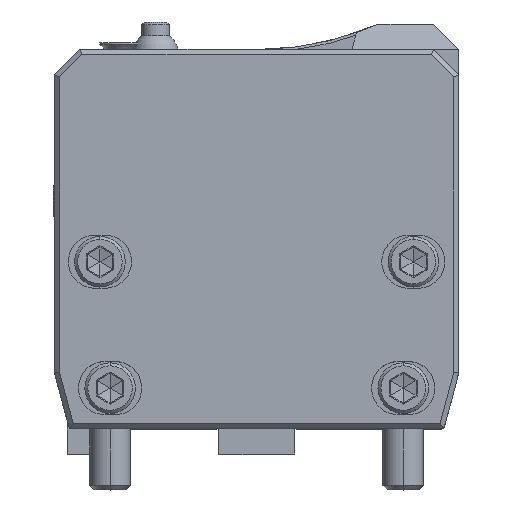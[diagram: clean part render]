
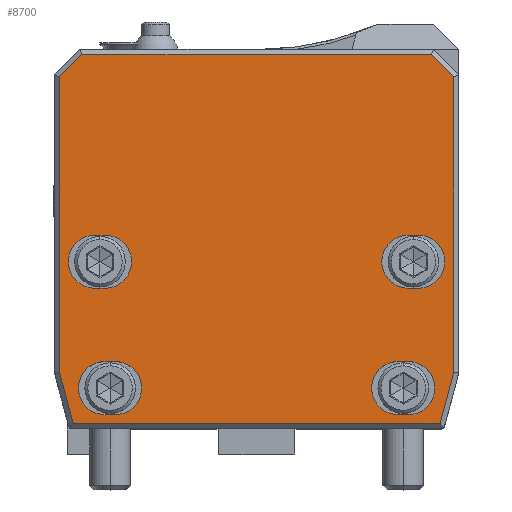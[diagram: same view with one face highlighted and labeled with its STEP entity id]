
A CAD part, top view. The second image highlights one B-rep face of the part: STEP entity #8700.
In plain terms, the highlighted planar face has unit normal (0, 0, 1).
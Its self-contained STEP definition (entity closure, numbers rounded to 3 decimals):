
#1924=DIRECTION('',(1.,0.,0.));
#1925=VECTOR('',#1924,72.57);
#1926=CARTESIAN_POINT('',(-36.285,1.,15.));
#1927=LINE('',#1926,#1925);
#1928=DIRECTION('',(0.259,-0.966,0.));
#1929=VECTOR('',#1928,10.489);
#1930=CARTESIAN_POINT('',(-39.,11.132,15.));
#1931=LINE('',#1930,#1929);
#1932=DIRECTION('',(0.,-1.,0.));
#1933=VECTOR('',#1932,58.454);
#1934=CARTESIAN_POINT('',(-39.,69.586,15.));
#1935=LINE('',#1934,#1933);
#1936=DIRECTION('',(-0.707,-0.707,0.));
#1937=VECTOR('',#1936,6.243);
#1938=CARTESIAN_POINT('',(-34.586,74.,15.));
#1939=LINE('',#1938,#1937);
#1940=DIRECTION('',(-1.,0.,0.));
#1941=VECTOR('',#1940,69.172);
#1942=CARTESIAN_POINT('',(34.586,74.,15.));
#1943=LINE('',#1942,#1941);
#1944=DIRECTION('',(-0.707,0.707,0.));
#1945=VECTOR('',#1944,6.243);
#1946=CARTESIAN_POINT('',(39.,69.586,15.));
#1947=LINE('',#1946,#1945);
#1948=DIRECTION('',(0.,1.,0.));
#1949=VECTOR('',#1948,58.454);
#1950=CARTESIAN_POINT('',(39.,11.132,15.));
#1951=LINE('',#1950,#1949);
#1952=DIRECTION('',(0.259,0.966,0.));
#1953=VECTOR('',#1952,10.489);
#1954=CARTESIAN_POINT('',(36.285,1.,15.));
#1955=LINE('',#1954,#1953);
#1956=CARTESIAN_POINT('',(-32.,33.,15.));
#1957=DIRECTION('',(0.,0.,1.));
#1958=DIRECTION('',(0.,1.,0.));
#1959=AXIS2_PLACEMENT_3D('',#1956,#1957,#1958);
#1961=DIRECTION('',(1.,0.,0.));
#1962=VECTOR('',#1961,2.);
#1963=CARTESIAN_POINT('',(-32.,27.75,15.));
#1964=LINE('',#1963,#1962);
#1965=CARTESIAN_POINT('',(-30.,33.,15.));
#1966=DIRECTION('',(0.,0.,1.));
#1967=DIRECTION('',(0.,-1.,0.));
#1968=AXIS2_PLACEMENT_3D('',#1965,#1966,#1967);
#1970=DIRECTION('',(-1.,0.,0.));
#1971=VECTOR('',#1970,2.);
#1972=CARTESIAN_POINT('',(-30.,38.25,15.));
#1973=LINE('',#1972,#1971);
#1974=CARTESIAN_POINT('',(-30.,8.,15.));
#1975=DIRECTION('',(0.,0.,1.));
#1976=DIRECTION('',(0.,1.,0.));
#1977=AXIS2_PLACEMENT_3D('',#1974,#1975,#1976);
#1979=DIRECTION('',(1.,0.,0.));
#1980=VECTOR('',#1979,2.);
#1981=CARTESIAN_POINT('',(-30.,2.75,15.));
#1982=LINE('',#1981,#1980);
#1983=CARTESIAN_POINT('',(-28.,8.,15.));
#1984=DIRECTION('',(0.,0.,1.));
#1985=DIRECTION('',(0.,-1.,0.));
#1986=AXIS2_PLACEMENT_3D('',#1983,#1984,#1985);
#1988=DIRECTION('',(-1.,0.,0.));
#1989=VECTOR('',#1988,2.);
#1990=CARTESIAN_POINT('',(-28.,13.25,15.));
#1991=LINE('',#1990,#1989);
#1992=DIRECTION('',(-1.,0.,0.));
#1993=VECTOR('',#1992,2.);
#1994=CARTESIAN_POINT('',(32.,38.25,15.));
#1995=LINE('',#1994,#1993);
#1996=CARTESIAN_POINT('',(30.,33.,15.));
#1997=DIRECTION('',(0.,0.,1.));
#1998=DIRECTION('',(0.,1.,0.));
#1999=AXIS2_PLACEMENT_3D('',#1996,#1997,#1998);
#2001=DIRECTION('',(1.,0.,0.));
#2002=VECTOR('',#2001,2.);
#2003=CARTESIAN_POINT('',(30.,27.75,15.));
#2004=LINE('',#2003,#2002);
#2005=CARTESIAN_POINT('',(32.,33.,15.));
#2006=DIRECTION('',(0.,0.,1.));
#2007=DIRECTION('',(0.,-1.,0.));
#2008=AXIS2_PLACEMENT_3D('',#2005,#2006,#2007);
#2010=DIRECTION('',(-1.,0.,0.));
#2011=VECTOR('',#2010,2.);
#2012=CARTESIAN_POINT('',(30.,13.25,15.));
#2013=LINE('',#2012,#2011);
#2014=CARTESIAN_POINT('',(28.,8.,15.));
#2015=DIRECTION('',(0.,0.,1.));
#2016=DIRECTION('',(0.,1.,0.));
#2017=AXIS2_PLACEMENT_3D('',#2014,#2015,#2016);
#2019=DIRECTION('',(1.,0.,0.));
#2020=VECTOR('',#2019,2.);
#2021=CARTESIAN_POINT('',(28.,2.75,15.));
#2022=LINE('',#2021,#2020);
#2023=CARTESIAN_POINT('',(30.,8.,15.));
#2024=DIRECTION('',(0.,0.,1.));
#2025=DIRECTION('',(0.,-1.,0.));
#2026=AXIS2_PLACEMENT_3D('',#2023,#2024,#2025);
#5309=CARTESIAN_POINT('',(-32.,38.25,15.));
#5310=CARTESIAN_POINT('',(-32.,27.75,15.));
#5311=VERTEX_POINT('',#5309);
#5312=VERTEX_POINT('',#5310);
#5313=CARTESIAN_POINT('',(-30.,27.75,15.));
#5314=VERTEX_POINT('',#5313);
#5315=CARTESIAN_POINT('',(-30.,38.25,15.));
#5316=VERTEX_POINT('',#5315);
#5317=CARTESIAN_POINT('',(-30.,13.25,15.));
#5318=CARTESIAN_POINT('',(-30.,2.75,15.));
#5319=VERTEX_POINT('',#5317);
#5320=VERTEX_POINT('',#5318);
#5321=CARTESIAN_POINT('',(-28.,2.75,15.));
#5322=VERTEX_POINT('',#5321);
#5323=CARTESIAN_POINT('',(-28.,13.25,15.));
#5324=VERTEX_POINT('',#5323);
#5325=CARTESIAN_POINT('',(32.,38.25,15.));
#5326=CARTESIAN_POINT('',(30.,38.25,15.));
#5327=VERTEX_POINT('',#5325);
#5328=VERTEX_POINT('',#5326);
#5329=CARTESIAN_POINT('',(30.,27.75,15.));
#5330=VERTEX_POINT('',#5329);
#5331=CARTESIAN_POINT('',(32.,27.75,15.));
#5332=VERTEX_POINT('',#5331);
#5333=CARTESIAN_POINT('',(30.,13.25,15.));
#5334=CARTESIAN_POINT('',(28.,13.25,15.));
#5335=VERTEX_POINT('',#5333);
#5336=VERTEX_POINT('',#5334);
#5337=CARTESIAN_POINT('',(28.,2.75,15.));
#5338=VERTEX_POINT('',#5337);
#5339=CARTESIAN_POINT('',(30.,2.75,15.));
#5340=VERTEX_POINT('',#5339);
#5345=CARTESIAN_POINT('',(-36.285,1.,15.));
#5346=CARTESIAN_POINT('',(36.285,1.,15.));
#5347=VERTEX_POINT('',#5345);
#5348=VERTEX_POINT('',#5346);
#5351=CARTESIAN_POINT('',(39.,11.132,15.));
#5352=VERTEX_POINT('',#5351);
#5355=CARTESIAN_POINT('',(39.,69.586,15.));
#5356=VERTEX_POINT('',#5355);
#5361=CARTESIAN_POINT('',(34.586,74.,15.));
#5362=CARTESIAN_POINT('',(-34.586,74.,15.));
#5363=VERTEX_POINT('',#5361);
#5364=VERTEX_POINT('',#5362);
#5365=CARTESIAN_POINT('',(-39.,69.586,15.));
#5366=CARTESIAN_POINT('',(-39.,11.132,15.));
#5367=VERTEX_POINT('',#5365);
#5368=VERTEX_POINT('',#5366);
#8639=CARTESIAN_POINT('',(0.,0.,15.));
#8640=DIRECTION('',(0.,0.,1.));
#8641=DIRECTION('',(1.,0.,0.));
#8642=AXIS2_PLACEMENT_3D('',#8639,#8640,#8641);
#8643=PLANE('',#8642);
#8645=ORIENTED_EDGE('',*,*,#8644,.F.);
#8647=ORIENTED_EDGE('',*,*,#8646,.F.);
#8649=ORIENTED_EDGE('',*,*,#8648,.F.);
#8651=ORIENTED_EDGE('',*,*,#8650,.F.);
#8652=ORIENTED_EDGE('',*,*,#8632,.F.);
#8653=ORIENTED_EDGE('',*,*,#8620,.F.);
#8655=ORIENTED_EDGE('',*,*,#8654,.F.);
#8657=ORIENTED_EDGE('',*,*,#8656,.F.);
#8658=EDGE_LOOP('',(#8645,#8647,#8649,#8651,#8652,#8653,#8655,#8657));
#8659=FACE_OUTER_BOUND('',#8658,.F.);
#8661=ORIENTED_EDGE('',*,*,#8660,.T.);
#8663=ORIENTED_EDGE('',*,*,#8662,.T.);
#8665=ORIENTED_EDGE('',*,*,#8664,.T.);
#8667=ORIENTED_EDGE('',*,*,#8666,.T.);
#8668=EDGE_LOOP('',(#8661,#8663,#8665,#8667));
#8669=FACE_BOUND('',#8668,.F.);
#8671=ORIENTED_EDGE('',*,*,#8670,.T.);
#8673=ORIENTED_EDGE('',*,*,#8672,.T.);
#8675=ORIENTED_EDGE('',*,*,#8674,.T.);
#8677=ORIENTED_EDGE('',*,*,#8676,.T.);
#8678=EDGE_LOOP('',(#8671,#8673,#8675,#8677));
#8679=FACE_BOUND('',#8678,.F.);
#8681=ORIENTED_EDGE('',*,*,#8680,.T.);
#8683=ORIENTED_EDGE('',*,*,#8682,.T.);
#8685=ORIENTED_EDGE('',*,*,#8684,.T.);
#8687=ORIENTED_EDGE('',*,*,#8686,.T.);
#8688=EDGE_LOOP('',(#8681,#8683,#8685,#8687));
#8689=FACE_BOUND('',#8688,.F.);
#8691=ORIENTED_EDGE('',*,*,#8690,.T.);
#8693=ORIENTED_EDGE('',*,*,#8692,.T.);
#8695=ORIENTED_EDGE('',*,*,#8694,.T.);
#8697=ORIENTED_EDGE('',*,*,#8696,.T.);
#8698=EDGE_LOOP('',(#8691,#8693,#8695,#8697));
#8699=FACE_BOUND('',#8698,.F.);
#1960=CIRCLE('',#1959,5.25);
#1969=CIRCLE('',#1968,5.25);
#1978=CIRCLE('',#1977,5.25);
#1987=CIRCLE('',#1986,5.25);
#2000=CIRCLE('',#1999,5.25);
#2009=CIRCLE('',#2008,5.25);
#2018=CIRCLE('',#2017,5.25);
#2027=CIRCLE('',#2026,5.25);
#8620=EDGE_CURVE('',#5356,#5363,#1947,.T.);
#8632=EDGE_CURVE('',#5363,#5364,#1943,.T.);
#8644=EDGE_CURVE('',#5347,#5348,#1927,.T.);
#8646=EDGE_CURVE('',#5368,#5347,#1931,.T.);
#8648=EDGE_CURVE('',#5367,#5368,#1935,.T.);
#8650=EDGE_CURVE('',#5364,#5367,#1939,.T.);
#8654=EDGE_CURVE('',#5352,#5356,#1951,.T.);
#8656=EDGE_CURVE('',#5348,#5352,#1955,.T.);
#8660=EDGE_CURVE('',#5311,#5312,#1960,.T.);
#8662=EDGE_CURVE('',#5312,#5314,#1964,.T.);
#8664=EDGE_CURVE('',#5314,#5316,#1969,.T.);
#8666=EDGE_CURVE('',#5316,#5311,#1973,.T.);
#8670=EDGE_CURVE('',#5319,#5320,#1978,.T.);
#8672=EDGE_CURVE('',#5320,#5322,#1982,.T.);
#8674=EDGE_CURVE('',#5322,#5324,#1987,.T.);
#8676=EDGE_CURVE('',#5324,#5319,#1991,.T.);
#8680=EDGE_CURVE('',#5327,#5328,#1995,.T.);
#8682=EDGE_CURVE('',#5328,#5330,#2000,.T.);
#8684=EDGE_CURVE('',#5330,#5332,#2004,.T.);
#8686=EDGE_CURVE('',#5332,#5327,#2009,.T.);
#8690=EDGE_CURVE('',#5335,#5336,#2013,.T.);
#8692=EDGE_CURVE('',#5336,#5338,#2018,.T.);
#8694=EDGE_CURVE('',#5338,#5340,#2022,.T.);
#8696=EDGE_CURVE('',#5340,#5335,#2027,.T.);
#8700=ADVANCED_FACE('',(#8659,#8669,#8679,#8689,#8699),#8643,.T.);
